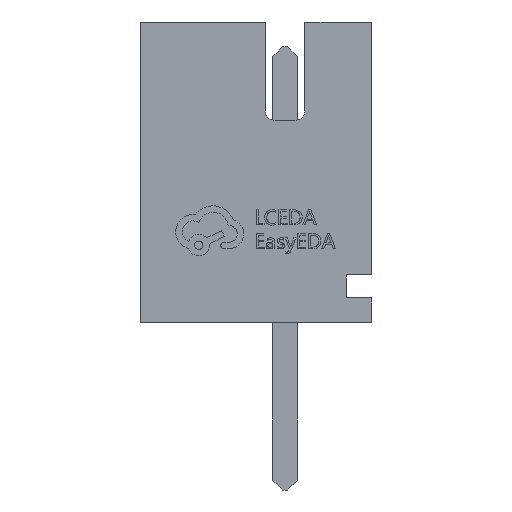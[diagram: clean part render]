
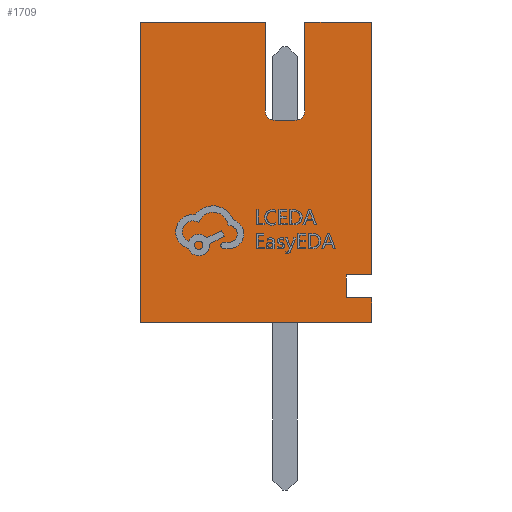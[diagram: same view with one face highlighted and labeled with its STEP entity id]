
A CAD part, left-side view. The second image highlights one B-rep face of the part: STEP entity #1709.
In plain terms, the highlighted planar face has unit normal (-1, 0, 0).
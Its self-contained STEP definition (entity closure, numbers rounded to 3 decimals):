
#157 = VECTOR ( 'NONE', #18764, 1000. ) ;
#300 = EDGE_CURVE ( 'NONE', #14140, #16635, #5702, .T. ) ;
#389 = EDGE_CURVE ( 'NONE', #6714, #16635, #8880, .T. ) ;
#554 = LINE ( 'NONE', #6612, #5117 ) ;
#653 = LINE ( 'NONE', #6816, #17744 ) ;
#852 = ORIENTED_EDGE ( 'NONE', *, *, #8640, .T. ) ;
#878 = ORIENTED_EDGE ( 'NONE', *, *, #19643, .F. ) ;
#962 = EDGE_CURVE ( 'NONE', #16472, #8870, #13363, .T. ) ;
#1396 = EDGE_LOOP ( 'NONE', ( #15003, #3423, #878, #2568, #14608, #9019, #5270, #3200, #17531, #10393, #7982, #7617, #16111, #852 ) ) ;
#1709 = ADVANCED_FACE ( 'NONE', ( #6626 ), #14330, .F. ) ;
#2069 = LINE ( 'NONE', #8233, #6170 ) ;
#2568 = ORIENTED_EDGE ( 'NONE', *, *, #12437, .T. ) ;
#2948 = CARTESIAN_POINT ( 'NONE',  ( -7., 2.94, 0. ) ) ;
#3200 = ORIENTED_EDGE ( 'NONE', *, *, #5303, .T. ) ;
#3205 = DIRECTION ( 'NONE',  ( 0., 0., -1. ) ) ;
#3423 = ORIENTED_EDGE ( 'NONE', *, *, #6994, .T. ) ;
#3489 = DIRECTION ( 'NONE',  ( 1., 0., 0. ) ) ;
#3579 = EDGE_CURVE ( 'NONE', #13572, #8150, #653, .T. ) ;
#3805 = CIRCLE ( 'NONE', #15111, 0.2 ) ;
#3879 = CARTESIAN_POINT ( 'NONE',  ( -7., -0.4, 4.3 ) ) ;
#3881 = EDGE_CURVE ( 'NONE', #18514, #14140, #7191, .T. ) ;
#5117 = VECTOR ( 'NONE', #12789, 1000. ) ;
#5238 = VECTOR ( 'NONE', #9104, 1000. ) ;
#5270 = ORIENTED_EDGE ( 'NONE', *, *, #13497, .T. ) ;
#5303 = EDGE_CURVE ( 'NONE', #7349, #6714, #13022, .T. ) ;
#5702 = LINE ( 'NONE', #16463, #9532 ) ;
#6170 = VECTOR ( 'NONE', #16044, 1000. ) ;
#6304 = VECTOR ( 'NONE', #13130, 1000. ) ;
#6612 = CARTESIAN_POINT ( 'NONE',  ( -7., 0.4, 6.1 ) ) ;
#6626 = FACE_OUTER_BOUND ( 'NONE', #1396, .T. ) ;
#6652 = CARTESIAN_POINT ( 'NONE',  ( -7., 2.94, 6.1 ) ) ;
#6714 = VERTEX_POINT ( 'NONE', #12507 ) ;
#6816 = CARTESIAN_POINT ( 'NONE',  ( -7., -1.76, 6.1 ) ) ;
#6994 = EDGE_CURVE ( 'NONE', #8870, #16690, #554, .T. ) ;
#7028 = LINE ( 'NONE', #16152, #11144 ) ;
#7047 = CARTESIAN_POINT ( 'NONE',  ( -7., -1.244, 0.5 ) ) ;
#7191 = LINE ( 'NONE', #13369, #11930 ) ;
#7311 = CARTESIAN_POINT ( 'NONE',  ( -7., 0.2, 4.1 ) ) ;
#7349 = VERTEX_POINT ( 'NONE', #7393 ) ;
#7393 = CARTESIAN_POINT ( 'NONE',  ( -7., -1.244, 0.5 ) ) ;
#7400 = DIRECTION ( 'NONE',  ( 0., -1., 0. ) ) ;
#7521 = CARTESIAN_POINT ( 'NONE',  ( -7., -0.4, 6.1 ) ) ;
#7617 = ORIENTED_EDGE ( 'NONE', *, *, #17644, .T. ) ;
#7931 = VECTOR ( 'NONE', #8779, 1000. ) ;
#7982 = ORIENTED_EDGE ( 'NONE', *, *, #3881, .F. ) ;
#8150 = VERTEX_POINT ( 'NONE', #13542 ) ;
#8233 = CARTESIAN_POINT ( 'NONE',  ( -7., 0.2, 4.1 ) ) ;
#8444 = DIRECTION ( 'NONE',  ( 0., 1., 0. ) ) ;
#8640 = EDGE_CURVE ( 'NONE', #8899, #16472, #2069, .T. ) ;
#8682 = CARTESIAN_POINT ( 'NONE',  ( -7., -1.76, 0.966 ) ) ;
#8779 = DIRECTION ( 'NONE',  ( 0., -1., 0. ) ) ;
#8870 = VERTEX_POINT ( 'NONE', #16417 ) ;
#8880 = LINE ( 'NONE', #8682, #7931 ) ;
#8899 = VERTEX_POINT ( 'NONE', #14688 ) ;
#9019 = ORIENTED_EDGE ( 'NONE', *, *, #3579, .F. ) ;
#9020 = CARTESIAN_POINT ( 'NONE',  ( -7., -1.76, 0.5 ) ) ;
#9104 = DIRECTION ( 'NONE',  ( 0., -1., 0. ) ) ;
#9106 = CARTESIAN_POINT ( 'NONE',  ( -7., 0.2, 4.3 ) ) ;
#9264 = DIRECTION ( 'NONE',  ( 1., 0., 0. ) ) ;
#9532 = VECTOR ( 'NONE', #12624, 1000. ) ;
#10234 = DIRECTION ( 'NONE',  ( 1., 0., 0. ) ) ;
#10393 = ORIENTED_EDGE ( 'NONE', *, *, #300, .F. ) ;
#10805 = CARTESIAN_POINT ( 'NONE',  ( -7., -0.2, 4.3 ) ) ;
#11144 = VECTOR ( 'NONE', #8444, 1000. ) ;
#11271 = EDGE_CURVE ( 'NONE', #16345, #8150, #16824, .T. ) ;
#11303 = DIRECTION ( 'NONE',  ( 0., 0., -1. ) ) ;
#11422 = DIRECTION ( 'NONE',  ( 0., -1., 0. ) ) ;
#11449 = CARTESIAN_POINT ( 'NONE',  ( -7., -1.76, 0.966 ) ) ;
#11930 = VECTOR ( 'NONE', #16513, 1000. ) ;
#12128 = DIRECTION ( 'NONE',  ( 0., 1., 0. ) ) ;
#12437 = EDGE_CURVE ( 'NONE', #12785, #16345, #13948, .T. ) ;
#12507 = CARTESIAN_POINT ( 'NONE',  ( -7., -1.244, 0.966 ) ) ;
#12620 = CARTESIAN_POINT ( 'NONE',  ( -7., 2.94, 6.1 ) ) ;
#12624 = DIRECTION ( 'NONE',  ( 0., 0., -1. ) ) ;
#12785 = VERTEX_POINT ( 'NONE', #15944 ) ;
#12789 = DIRECTION ( 'NONE',  ( 0., 0., 1. ) ) ;
#13022 = LINE ( 'NONE', #7047, #6304 ) ;
#13091 = VERTEX_POINT ( 'NONE', #3879 ) ;
#13130 = DIRECTION ( 'NONE',  ( 0., 0., 1. ) ) ;
#13363 = CIRCLE ( 'NONE', #15947, 0.2 ) ;
#13369 = CARTESIAN_POINT ( 'NONE',  ( -7., 2.94, 6.1 ) ) ;
#13497 = EDGE_CURVE ( 'NONE', #13572, #7349, #7028, .T. ) ;
#13542 = CARTESIAN_POINT ( 'NONE',  ( -7., -1.76, 0. ) ) ;
#13572 = VERTEX_POINT ( 'NONE', #9020 ) ;
#13691 = CARTESIAN_POINT ( 'NONE',  ( -7., 2.94, 0. ) ) ;
#13948 = LINE ( 'NONE', #12620, #157 ) ;
#14098 = LINE ( 'NONE', #15715, #14880 ) ;
#14140 = VERTEX_POINT ( 'NONE', #18541 ) ;
#14330 = PLANE ( 'NONE',  #17247 ) ;
#14608 = ORIENTED_EDGE ( 'NONE', *, *, #11271, .T. ) ;
#14688 = CARTESIAN_POINT ( 'NONE',  ( -7., -0.2, 4.1 ) ) ;
#14880 = VECTOR ( 'NONE', #18621, 1000. ) ;
#15003 = ORIENTED_EDGE ( 'NONE', *, *, #962, .T. ) ;
#15111 = AXIS2_PLACEMENT_3D ( 'NONE', #10805, #9264, #12128 ) ;
#15715 = CARTESIAN_POINT ( 'NONE',  ( -7., -0.4, 6.1 ) ) ;
#15842 = EDGE_CURVE ( 'NONE', #13091, #8899, #3805, .T. ) ;
#15888 = CARTESIAN_POINT ( 'NONE',  ( -7., 0.4, 6.1 ) ) ;
#15944 = CARTESIAN_POINT ( 'NONE',  ( -7., 2.94, 6.1 ) ) ;
#15947 = AXIS2_PLACEMENT_3D ( 'NONE', #9106, #10234, #7400 ) ;
#16044 = DIRECTION ( 'NONE',  ( 0., 1., 0. ) ) ;
#16111 = ORIENTED_EDGE ( 'NONE', *, *, #15842, .T. ) ;
#16152 = CARTESIAN_POINT ( 'NONE',  ( -7., -1.76, 0.5 ) ) ;
#16157 = CARTESIAN_POINT ( 'NONE',  ( -7., 2.94, 6.1 ) ) ;
#16345 = VERTEX_POINT ( 'NONE', #13691 ) ;
#16417 = CARTESIAN_POINT ( 'NONE',  ( -7., 0.4, 4.3 ) ) ;
#16463 = CARTESIAN_POINT ( 'NONE',  ( -7., -1.76, 6.1 ) ) ;
#16472 = VERTEX_POINT ( 'NONE', #7311 ) ;
#16513 = DIRECTION ( 'NONE',  ( 0., -1., 0. ) ) ;
#16635 = VERTEX_POINT ( 'NONE', #11449 ) ;
#16690 = VERTEX_POINT ( 'NONE', #15888 ) ;
#16824 = LINE ( 'NONE', #2948, #5238 ) ;
#17247 = AXIS2_PLACEMENT_3D ( 'NONE', #16157, #3489, #11303 ) ;
#17531 = ORIENTED_EDGE ( 'NONE', *, *, #389, .T. ) ;
#17644 = EDGE_CURVE ( 'NONE', #18514, #13091, #14098, .T. ) ;
#17696 = LINE ( 'NONE', #6652, #19615 ) ;
#17744 = VECTOR ( 'NONE', #3205, 1000. ) ;
#18514 = VERTEX_POINT ( 'NONE', #7521 ) ;
#18541 = CARTESIAN_POINT ( 'NONE',  ( -7., -1.76, 6.1 ) ) ;
#18621 = DIRECTION ( 'NONE',  ( 0., 0., -1. ) ) ;
#18764 = DIRECTION ( 'NONE',  ( 0., 0., -1. ) ) ;
#19615 = VECTOR ( 'NONE', #11422, 1000. ) ;
#19643 = EDGE_CURVE ( 'NONE', #12785, #16690, #17696, .T. ) ;
